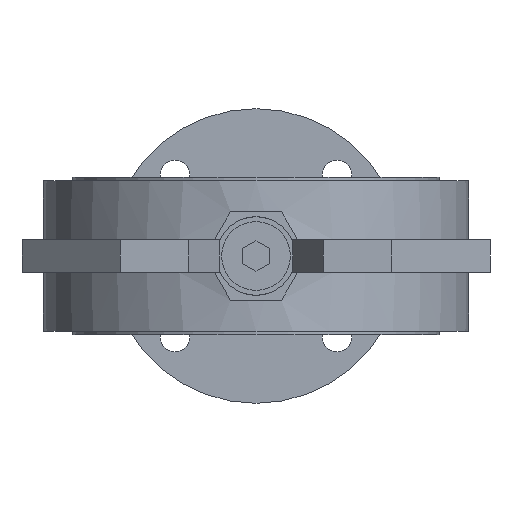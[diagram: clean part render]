
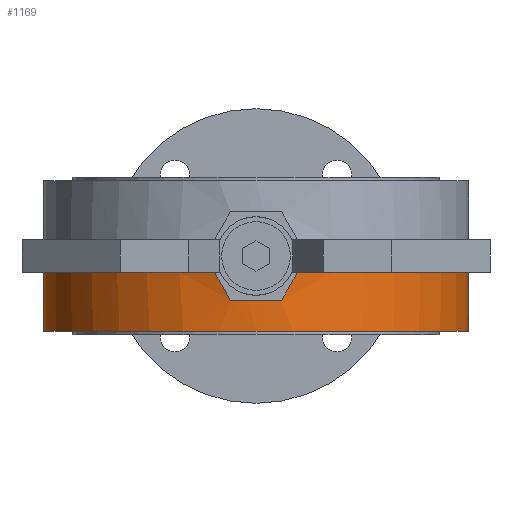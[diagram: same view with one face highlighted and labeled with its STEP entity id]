
A CAD part, front view. The second image highlights one B-rep face of the part: STEP entity #1169.
In plain terms, the highlighted cylindrical face has radius 65 mm (diameter 130 mm), a partial arc.
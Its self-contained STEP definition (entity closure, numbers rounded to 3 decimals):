
#31 = CARTESIAN_POINT ( 'NONE',  ( -7.794, -64.531, -13.5 ) ) ;
#454 = DIRECTION ( 'NONE',  ( 1., 0., 0. ) ) ;
#597 = DIRECTION ( 'NONE',  ( 1., 0., 0. ) ) ;
#1164 = EDGE_CURVE ( 'NONE', #5682, #11375, #23888, .T. ) ;
#1169 = ADVANCED_FACE ( 'NONE', ( #24487 ), #11168, .T. ) ;
#1343 = CARTESIAN_POINT ( 'NONE',  ( -12.702, -63.747, -5. ) ) ;
#1415 = CARTESIAN_POINT ( 'NONE',  ( -7.794, -64.531, -13.5 ) ) ;
#2418 = DIRECTION ( 'NONE',  ( 0., 0., 1. ) ) ;
#2650 = DIRECTION ( 'NONE',  ( 0., 0., 1. ) ) ;
#3475 = EDGE_CURVE ( 'NONE', #11732, #18067, #7613, .T. ) ;
#4029 = ORIENTED_EDGE ( 'NONE', *, *, #1164, .F. ) ;
#4187 = AXIS2_PLACEMENT_3D ( 'NONE', #21634, #12176, #597 ) ;
#4495 = DIRECTION ( 'NONE',  ( 1., 0., 0. ) ) ;
#4612 = ORIENTED_EDGE ( 'NONE', *, *, #9504, .F. ) ;
#5502 = CARTESIAN_POINT ( 'NONE',  ( 9.44, -64.332, -10.65 ) ) ;
#5682 = VERTEX_POINT ( 'NONE', #17096 ) ;
#5774 = CARTESIAN_POINT ( 'NONE',  ( 0., 0., -5. ) ) ;
#6267 = CARTESIAN_POINT ( 'NONE',  ( 0., 0., 115.101 ) ) ;
#6389 = CARTESIAN_POINT ( 'NONE',  ( -65., 0., 115.101 ) ) ;
#6583 = EDGE_CURVE ( 'NONE', #20100, #11732, #11344, .T. ) ;
#6635 = ORIENTED_EDGE ( 'NONE', *, *, #21329, .T. ) ;
#6643 = CARTESIAN_POINT ( 'NONE',  ( 65., 0., 115.101 ) ) ;
#7613 =( BOUNDED_CURVE ( )  B_SPLINE_CURVE ( 3, ( #1415, #24391, #24242, #1343 ),
 .UNSPECIFIED., .F., .F. ) 
 B_SPLINE_CURVE_WITH_KNOTS ( ( 4, 4 ),
 ( 4.833, 4.909 ),
 .UNSPECIFIED. ) 
 CURVE ( )  GEOMETRIC_REPRESENTATION_ITEM ( )  RATIONAL_B_SPLINE_CURVE ( ( 1., 1., 1., 1. ) ) 
 REPRESENTATION_ITEM ( '' )  );
#8236 = CARTESIAN_POINT ( 'NONE',  ( -65., 0., -5. ) ) ;
#8351 = CIRCLE ( 'NONE', #10363, 65. ) ;
#8470 = VERTEX_POINT ( 'NONE', #16213 ) ;
#8615 = DIRECTION ( 'NONE',  ( 0., 0., 1. ) ) ;
#9056 = ORIENTED_EDGE ( 'NONE', *, *, #22293, .T. ) ;
#9504 = EDGE_CURVE ( 'NONE', #8470, #11758, #19292, .T. ) ;
#10044 = VECTOR ( 'NONE', #8615, 1000. ) ;
#10135 = DIRECTION ( 'NONE',  ( 0., 0., -1. ) ) ;
#10363 = AXIS2_PLACEMENT_3D ( 'NONE', #18000, #2650, #11941 ) ;
#11168 = CYLINDRICAL_SURFACE ( 'NONE', #11610, 65. ) ;
#11237 = DIRECTION ( 'NONE',  ( 0., 0., 1. ) ) ;
#11294 = CARTESIAN_POINT ( 'NONE',  ( -12.702, -63.747, -5. ) ) ;
#11344 = CIRCLE ( 'NONE', #24238, 65. ) ;
#11375 = VERTEX_POINT ( 'NONE', #20607 ) ;
#11416 = DIRECTION ( 'NONE',  ( 1., 0., 0. ) ) ;
#11610 = AXIS2_PLACEMENT_3D ( 'NONE', #6267, #23743, #454 ) ;
#11732 = VERTEX_POINT ( 'NONE', #31 ) ;
#11758 = VERTEX_POINT ( 'NONE', #8236 ) ;
#11941 = DIRECTION ( 'NONE',  ( 1., 0., 0. ) ) ;
#12176 = DIRECTION ( 'NONE',  ( 0., 0., 1. ) ) ;
#12234 = CIRCLE ( 'NONE', #22438, 65. ) ;
#12292 = CARTESIAN_POINT ( 'NONE',  ( 65., 0., -23. ) ) ;
#12943 = VECTOR ( 'NONE', #2418, 1000. ) ;
#13048 = LINE ( 'NONE', #6643, #10044 ) ;
#13159 = ORIENTED_EDGE ( 'NONE', *, *, #6583, .T. ) ;
#13577 = VERTEX_POINT ( 'NONE', #12292 ) ;
#14023 = CARTESIAN_POINT ( 'NONE',  ( 7.794, -64.531, -13.5 ) ) ;
#14096 = ORIENTED_EDGE ( 'NONE', *, *, #20093, .T. ) ;
#14785 = ORIENTED_EDGE ( 'NONE', *, *, #16318, .F. ) ;
#14846 = CARTESIAN_POINT ( 'NONE',  ( 7.794, -64.531, -13.5 ) ) ;
#15019 = CARTESIAN_POINT ( 'NONE',  ( 11.076, -64.071, -7.815 ) ) ;
#16213 = CARTESIAN_POINT ( 'NONE',  ( -65., 0., -23. ) ) ;
#16318 = EDGE_CURVE ( 'NONE', #11758, #18067, #12234, .T. ) ;
#16970 = CARTESIAN_POINT ( 'NONE',  ( 12.702, -63.747, -5. ) ) ;
#17096 = CARTESIAN_POINT ( 'NONE',  ( 12.702, -63.747, -5. ) ) ;
#17805 = EDGE_LOOP ( 'NONE', ( #4612, #14096, #6635, #4029, #9056, #13159, #18091, #14785 ) ) ;
#18000 = CARTESIAN_POINT ( 'NONE',  ( 0., 0., -23. ) ) ;
#18067 = VERTEX_POINT ( 'NONE', #11294 ) ;
#18091 = ORIENTED_EDGE ( 'NONE', *, *, #3475, .T. ) ;
#19292 = LINE ( 'NONE', #6389, #12943 ) ;
#19826 = CARTESIAN_POINT ( 'NONE',  ( 0., 0., -13.5 ) ) ;
#20093 = EDGE_CURVE ( 'NONE', #8470, #13577, #8351, .T. ) ;
#20100 = VERTEX_POINT ( 'NONE', #14023 ) ;
#20607 = CARTESIAN_POINT ( 'NONE',  ( 65., 0., -5. ) ) ;
#21329 = EDGE_CURVE ( 'NONE', #13577, #11375, #13048, .T. ) ;
#21333 =( BOUNDED_CURVE ( )  B_SPLINE_CURVE ( 3, ( #16970, #15019, #5502, #14846 ),
 .UNSPECIFIED., .F., .F. ) 
 B_SPLINE_CURVE_WITH_KNOTS ( ( 4, 4 ),
 ( 1.374, 1.451 ),
 .UNSPECIFIED. ) 
 CURVE ( )  GEOMETRIC_REPRESENTATION_ITEM ( )  RATIONAL_B_SPLINE_CURVE ( ( 1., 1., 1., 1. ) ) 
 REPRESENTATION_ITEM ( '' )  );
#21634 = CARTESIAN_POINT ( 'NONE',  ( 0., 0., -5. ) ) ;
#22293 = EDGE_CURVE ( 'NONE', #5682, #20100, #21333, .T. ) ;
#22438 = AXIS2_PLACEMENT_3D ( 'NONE', #5774, #11237, #11416 ) ;
#23743 = DIRECTION ( 'NONE',  ( 0., 0., 1. ) ) ;
#23888 = CIRCLE ( 'NONE', #4187, 65. ) ;
#24238 = AXIS2_PLACEMENT_3D ( 'NONE', #19826, #10135, #4495 ) ;
#24242 = CARTESIAN_POINT ( 'NONE',  ( -11.076, -64.071, -7.815 ) ) ;
#24391 = CARTESIAN_POINT ( 'NONE',  ( -9.44, -64.332, -10.65 ) ) ;
#24487 = FACE_OUTER_BOUND ( 'NONE', #17805, .T. ) ;
